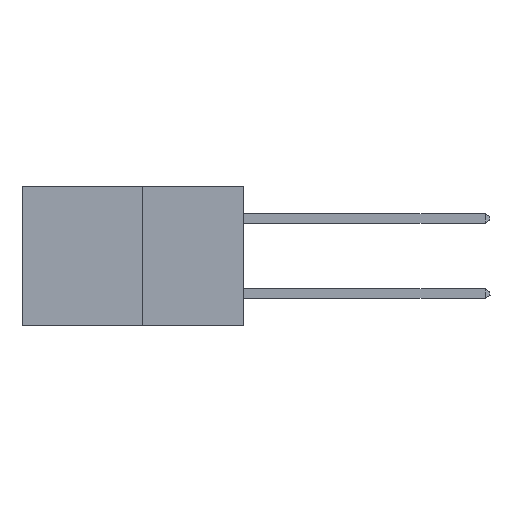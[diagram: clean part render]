
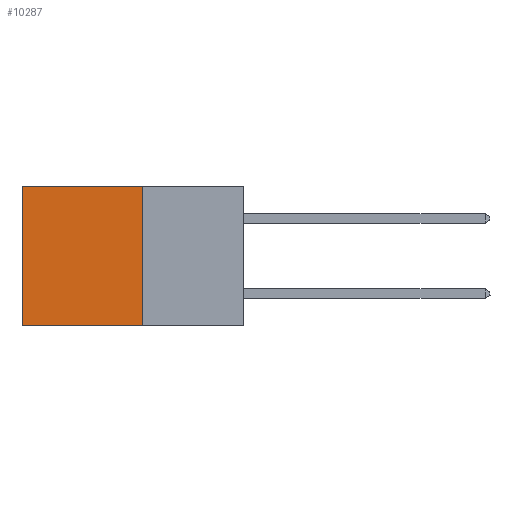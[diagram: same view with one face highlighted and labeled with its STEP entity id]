
A CAD part, left-side view. The second image highlights one B-rep face of the part: STEP entity #10287.
In plain terms, the highlighted planar face has unit normal (-1, 0, 0).
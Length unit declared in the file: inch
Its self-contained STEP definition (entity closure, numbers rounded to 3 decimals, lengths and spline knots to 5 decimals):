
#94 = EDGE_CURVE ( 'NONE', #5520, #20752, #896, .T. ) ;
#504 = LINE ( 'NONE', #6084, #16231 ) ;
#819 = FACE_OUTER_BOUND ( 'NONE', #20683, .T. ) ;
#896 = LINE ( 'NONE', #17727, #5003 ) ;
#1610 = DIRECTION ( 'NONE',  ( 0., 0., -1. ) ) ;
#4120 = ORIENTED_EDGE ( 'NONE', *, *, #19365, .T. ) ;
#5003 = VECTOR ( 'NONE', #1610, 39.37008 ) ;
#5520 = VERTEX_POINT ( 'NONE', #7593 ) ;
#5721 = CARTESIAN_POINT ( 'NONE',  ( 0.277, 0.59, -0.37 ) ) ;
#5967 = DIRECTION ( 'NONE',  ( 0., 0., -1. ) ) ;
#6084 = CARTESIAN_POINT ( 'NONE',  ( 0.277, 0.27, -0.37 ) ) ;
#6870 = LINE ( 'NONE', #8972, #14231 ) ;
#6918 = CARTESIAN_POINT ( 'NONE',  ( 0.277, 0.27, -0.37 ) ) ;
#7560 = ORIENTED_EDGE ( 'NONE', *, *, #11423, .F. ) ;
#7593 = CARTESIAN_POINT ( 'NONE',  ( 0.277, 0.59, 0. ) ) ;
#8873 = LINE ( 'NONE', #18528, #17785 ) ;
#8972 = CARTESIAN_POINT ( 'NONE',  ( 0.277, 0.27, 0. ) ) ;
#9337 = CARTESIAN_POINT ( 'NONE',  ( 0.277, 0.27, 0. ) ) ;
#10287 = ADVANCED_FACE ( 'NONE', ( #819 ), #18829, .F. ) ;
#10779 = EDGE_CURVE ( 'NONE', #18540, #20752, #8873, .T. ) ;
#11423 = EDGE_CURVE ( 'NONE', #17425, #18540, #504, .T. ) ;
#14231 = VECTOR ( 'NONE', #19024, 39.37008 ) ;
#16231 = VECTOR ( 'NONE', #5967, 39.37008 ) ;
#16278 = AXIS2_PLACEMENT_3D ( 'NONE', #19538, #18361, #18164 ) ;
#17425 = VERTEX_POINT ( 'NONE', #9337 ) ;
#17727 = CARTESIAN_POINT ( 'NONE',  ( 0.277, 0.59, -0.37 ) ) ;
#17785 = VECTOR ( 'NONE', #18256, 39.37008 ) ;
#18164 = DIRECTION ( 'NONE',  ( 0., 0., -1. ) ) ;
#18256 = DIRECTION ( 'NONE',  ( 0., 1., 0. ) ) ;
#18361 = DIRECTION ( 'NONE',  ( 1., 0., 0. ) ) ;
#18528 = CARTESIAN_POINT ( 'NONE',  ( 0.277, 0.27, -0.37 ) ) ;
#18540 = VERTEX_POINT ( 'NONE', #6918 ) ;
#18829 = PLANE ( 'NONE',  #16278 ) ;
#19024 = DIRECTION ( 'NONE',  ( 0., 1., 0. ) ) ;
#19365 = EDGE_CURVE ( 'NONE', #17425, #5520, #6870, .T. ) ;
#19538 = CARTESIAN_POINT ( 'NONE',  ( 0.277, 0.27, -0.37 ) ) ;
#19933 = ORIENTED_EDGE ( 'NONE', *, *, #94, .T. ) ;
#20477 = ORIENTED_EDGE ( 'NONE', *, *, #10779, .F. ) ;
#20683 = EDGE_LOOP ( 'NONE', ( #19933, #20477, #7560, #4120 ) ) ;
#20752 = VERTEX_POINT ( 'NONE', #5721 ) ;
